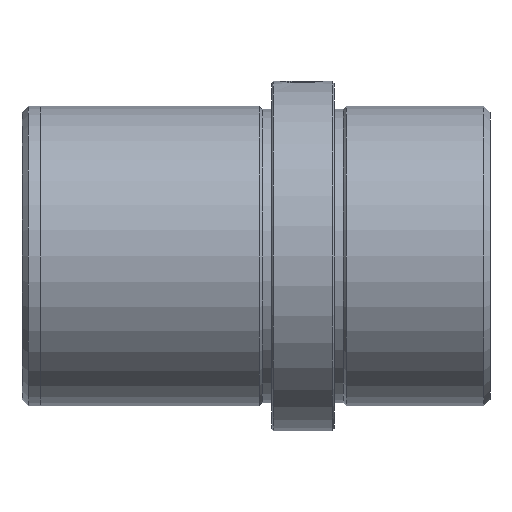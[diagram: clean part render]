
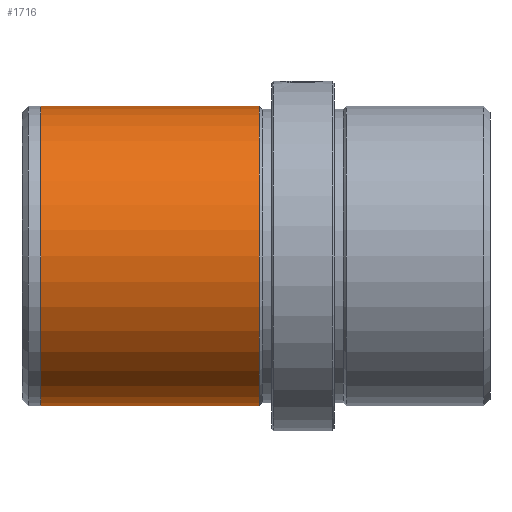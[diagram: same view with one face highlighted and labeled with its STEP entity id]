
A CAD part, left-side view. The second image highlights one B-rep face of the part: STEP entity #1716.
In plain terms, the highlighted cylindrical face has radius 24 mm (diameter 48 mm), a partial arc.
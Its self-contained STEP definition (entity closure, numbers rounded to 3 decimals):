
#27 = CARTESIAN_POINT ( 'NONE',  ( 0., 72., -24. ) ) ;
#175 = CARTESIAN_POINT ( 'NONE',  ( 0., 0., -24. ) ) ;
#221 = VERTEX_POINT ( 'NONE', #318 ) ;
#222 = AXIS2_PLACEMENT_3D ( 'NONE', #1554, #599, #1725 ) ;
#317 = EDGE_CURVE ( 'NONE', #1674, #1359, #772, .T. ) ;
#318 = CARTESIAN_POINT ( 'NONE',  ( 0., 37., 24. ) ) ;
#394 = CYLINDRICAL_SURFACE ( 'NONE', #1042, 24. ) ;
#404 = CARTESIAN_POINT ( 'NONE',  ( 0., 37., -24. ) ) ;
#451 = ORIENTED_EDGE ( 'NONE', *, *, #1670, .F. ) ;
#453 = CIRCLE ( 'NONE', #2032, 24. ) ;
#551 = DIRECTION ( 'NONE',  ( 0., -1., 0. ) ) ;
#560 = ORIENTED_EDGE ( 'NONE', *, *, #1109, .T. ) ;
#599 = DIRECTION ( 'NONE',  ( 0., -1., 0. ) ) ;
#772 = LINE ( 'NONE', #175, #2018 ) ;
#784 = FACE_OUTER_BOUND ( 'NONE', #1579, .T. ) ;
#797 = CARTESIAN_POINT ( 'NONE',  ( 0., 72., 24. ) ) ;
#830 = VECTOR ( 'NONE', #1018, 1000. ) ;
#841 = CARTESIAN_POINT ( 'NONE',  ( 0., 0., 24. ) ) ;
#862 = VERTEX_POINT ( 'NONE', #797 ) ;
#905 = CARTESIAN_POINT ( 'NONE',  ( 0., 72., 0. ) ) ;
#909 = ORIENTED_EDGE ( 'NONE', *, *, #1930, .F. ) ;
#968 = CIRCLE ( 'NONE', #222, 24. ) ;
#1018 = DIRECTION ( 'NONE',  ( 0., -1., 0. ) ) ;
#1042 = AXIS2_PLACEMENT_3D ( 'NONE', #1829, #551, #1975 ) ;
#1074 = DIRECTION ( 'NONE',  ( 0., 0., -1. ) ) ;
#1109 = EDGE_CURVE ( 'NONE', #862, #1674, #453, .T. ) ;
#1359 = VERTEX_POINT ( 'NONE', #404 ) ;
#1554 = CARTESIAN_POINT ( 'NONE',  ( 0., 37., 0. ) ) ;
#1579 = EDGE_LOOP ( 'NONE', ( #451, #560, #1935, #909 ) ) ;
#1629 = DIRECTION ( 'NONE',  ( 0., -1., 0. ) ) ;
#1670 = EDGE_CURVE ( 'NONE', #862, #221, #1684, .T. ) ;
#1674 = VERTEX_POINT ( 'NONE', #27 ) ;
#1684 = LINE ( 'NONE', #841, #830 ) ;
#1716 = ADVANCED_FACE ( 'NONE', ( #784 ), #394, .T. ) ;
#1725 = DIRECTION ( 'NONE',  ( 0., 0., -1. ) ) ;
#1829 = CARTESIAN_POINT ( 'NONE',  ( 0., 0., 0. ) ) ;
#1930 = EDGE_CURVE ( 'NONE', #221, #1359, #968, .T. ) ;
#1935 = ORIENTED_EDGE ( 'NONE', *, *, #317, .T. ) ;
#1975 = DIRECTION ( 'NONE',  ( 0., 0., -1. ) ) ;
#2018 = VECTOR ( 'NONE', #1629, 1000. ) ;
#2032 = AXIS2_PLACEMENT_3D ( 'NONE', #905, #2046, #1074 ) ;
#2046 = DIRECTION ( 'NONE',  ( 0., -1., 0. ) ) ;
